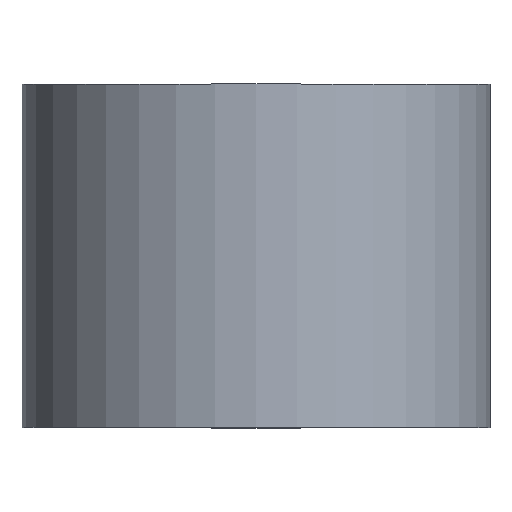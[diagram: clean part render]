
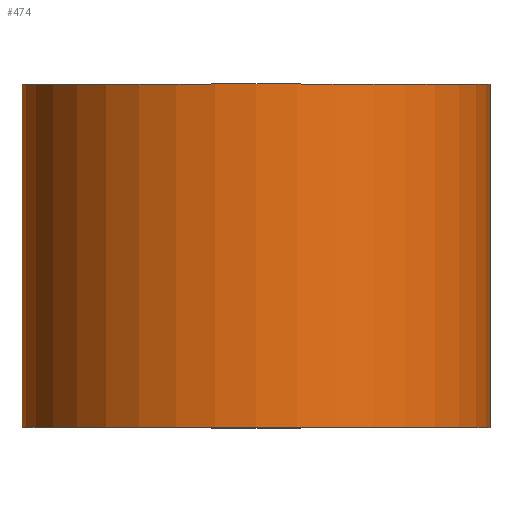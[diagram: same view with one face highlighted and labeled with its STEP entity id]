
A CAD part, top view. The second image highlights one B-rep face of the part: STEP entity #474.
In plain terms, the highlighted cylindrical face has radius 37.5 mm (diameter 75 mm), a partial arc.
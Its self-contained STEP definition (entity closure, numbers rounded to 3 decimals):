
#262=VERTEX_POINT('',#723);
#264=VERTEX_POINT('',#725);
#286=EDGE_CURVE('',#262,#650,#749,.T.);
#474=ADVANCED_FACE('',(#961),#962,.T.);
#546=EDGE_CURVE('',#262,#264,#1049,.T.);
#548=VERTEX_POINT('',#1051);
#554=EDGE_CURVE('',#548,#264,#1058,.T.);
#602=EDGE_CURVE('',#548,#650,#1117,.T.);
#650=VERTEX_POINT('',#1174);
#723=CARTESIAN_POINT('',(37.5,0.0,0.0));
#725=CARTESIAN_POINT('',(-37.5,0.0,0.));
#749=LINE('',#1277,#1278);
#961=FACE_OUTER_BOUND('',#1549,.T.);
#962=CYLINDRICAL_SURFACE('',#1550,37.5);
#1049=CIRCLE('',#1662,37.5);
#1051=CARTESIAN_POINT('',(-37.5,55.0,0.));
#1058=LINE('',#1673,#1674);
#1117=CIRCLE('',#1751,37.5);
#1174=CARTESIAN_POINT('',(37.5,55.0,0.0));
#1277=CARTESIAN_POINT('',(37.5,27.5,0.));
#1278=VECTOR('',#1905,1.0);
#1549=EDGE_LOOP('',(#2189,#2190,#2191,#2192));
#1550=AXIS2_PLACEMENT_3D('',#2193,#2194,#2195);
#1662=AXIS2_PLACEMENT_3D('',#2322,#2323,#2324);
#1673=CARTESIAN_POINT('',(-37.5,27.5,0.));
#1674=VECTOR('',#2336,1.0);
#1751=AXIS2_PLACEMENT_3D('',#2415,#2416,#2417);
#1905=DIRECTION('',(0.0,1.0,0.0));
#2189=ORIENTED_EDGE('',*,*,#286,.T.);
#2190=ORIENTED_EDGE('',*,*,#602,.F.);
#2191=ORIENTED_EDGE('',*,*,#554,.T.);
#2192=ORIENTED_EDGE('',*,*,#546,.F.);
#2193=CARTESIAN_POINT('',(0.0,27.5,0.0));
#2194=DIRECTION('',(0.0,-1.0,-0.0));
#2195=DIRECTION('',(1.0,0.0,0.0));
#2322=CARTESIAN_POINT('',(0.0,0.0,0.0));
#2323=DIRECTION('',(0.0,-1.0,0.0));
#2324=DIRECTION('',(1.0,0.0,0.0));
#2336=DIRECTION('',(-0.0,-1.0,-0.0));
#2415=CARTESIAN_POINT('',(0.0,55.0,0.0));
#2416=DIRECTION('',(-0.0,1.0,0.0));
#2417=DIRECTION('',(1.0,0.0,0.0));
